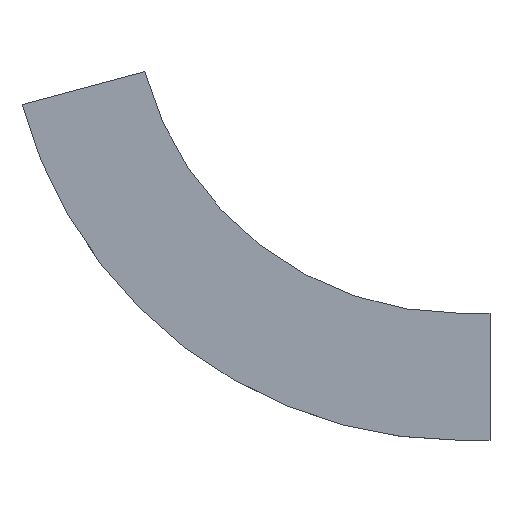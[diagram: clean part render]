
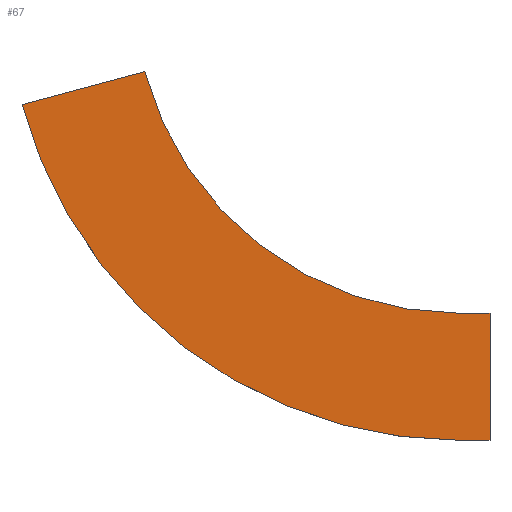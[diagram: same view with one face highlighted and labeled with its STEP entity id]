
A CAD part, top view. The second image highlights one B-rep face of the part: STEP entity #67.
In plain terms, the highlighted planar face has unit normal (0, 0, 1).
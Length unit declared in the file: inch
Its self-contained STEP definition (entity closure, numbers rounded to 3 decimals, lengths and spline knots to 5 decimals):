
#5 = DIRECTION ( 'NONE',  ( 0., 0., -1. ) ) ;
#13 = EDGE_LOOP ( 'NONE', ( #257, #230, #237, #140, #91, #112 ) ) ;
#21 = CARTESIAN_POINT ( 'NONE',  ( -3.1276, -1.75, 0.06 ) ) ;
#23 = CARTESIAN_POINT ( 'NONE',  ( -3.1276, -1.75, 0.06 ) ) ;
#27 = CARTESIAN_POINT ( 'NONE',  ( -3.2476, 0.03349, 0.06 ) ) ;
#28 = CIRCLE ( 'NONE', #216, 1.78349 ) ;
#47 = VECTOR ( 'NONE', #92, 39.37008 ) ;
#48 = DIRECTION ( 'NONE',  ( 1., 0., 0. ) ) ;
#55 = VERTEX_POINT ( 'NONE', #21 ) ;
#56 = VECTOR ( 'NONE', #90, 39.37008 ) ;
#58 = CARTESIAN_POINT ( 'NONE',  ( -3.2476, -1.25, 0.06 ) ) ;
#61 = VERTEX_POINT ( 'NONE', #170 ) ;
#63 = VECTOR ( 'NONE', #149, 39.37008 ) ;
#67 = ADVANCED_FACE ( 'NONE', ( #261 ), #139, .F. ) ;
#68 = LINE ( 'NONE', #123, #63 ) ;
#70 = CARTESIAN_POINT ( 'NONE',  ( -3.2476, -1.75, 0.06 ) ) ;
#71 = LINE ( 'NONE', #231, #47 ) ;
#80 = VERTEX_POINT ( 'NONE', #58 ) ;
#87 = AXIS2_PLACEMENT_3D ( 'NONE', #156, #215, #102 ) ;
#90 = DIRECTION ( 'NONE',  ( 0., 1., 0. ) ) ;
#91 = ORIENTED_EDGE ( 'NONE', *, *, #176, .T. ) ;
#92 = DIRECTION ( 'NONE',  ( -0.966, -0.259, 0. ) ) ;
#101 = VERTEX_POINT ( 'NONE', #213 ) ;
#102 = DIRECTION ( 'NONE',  ( -1., 0., 0. ) ) ;
#104 = DIRECTION ( 'NONE',  ( 1., 0., 0. ) ) ;
#105 = AXIS2_PLACEMENT_3D ( 'NONE', #243, #5, #227 ) ;
#108 = LINE ( 'NONE', #70, #158 ) ;
#112 = ORIENTED_EDGE ( 'NONE', *, *, #122, .T. ) ;
#122 = EDGE_CURVE ( 'NONE', #55, #162, #157, .T. ) ;
#123 = CARTESIAN_POINT ( 'NONE',  ( -3.1276, -1.25, 0.06 ) ) ;
#124 = EDGE_CURVE ( 'NONE', #101, #61, #28, .T. ) ;
#139 = PLANE ( 'NONE',  #87 ) ;
#140 = ORIENTED_EDGE ( 'NONE', *, *, #124, .T. ) ;
#141 = CARTESIAN_POINT ( 'NONE',  ( -4.48736, -0.2987, 0.06 ) ) ;
#149 = DIRECTION ( 'NONE',  ( -1., 0., 0. ) ) ;
#156 = CARTESIAN_POINT ( 'NONE',  ( -3.2476, 0.03349, 0.06 ) ) ;
#157 = LINE ( 'NONE', #23, #56 ) ;
#158 = VECTOR ( 'NONE', #48, 39.37008 ) ;
#161 = EDGE_CURVE ( 'NONE', #80, #166, #205, .T. ) ;
#162 = VERTEX_POINT ( 'NONE', #202 ) ;
#166 = VERTEX_POINT ( 'NONE', #141 ) ;
#170 = CARTESIAN_POINT ( 'NONE',  ( -3.2476, -1.75, 0.06 ) ) ;
#176 = EDGE_CURVE ( 'NONE', #61, #55, #108, .T. ) ;
#202 = CARTESIAN_POINT ( 'NONE',  ( -3.1276, -1.25, 0.06 ) ) ;
#205 = CIRCLE ( 'NONE', #105, 1.28349 ) ;
#208 = EDGE_CURVE ( 'NONE', #166, #101, #71, .T. ) ;
#213 = CARTESIAN_POINT ( 'NONE',  ( -4.97032, -0.42811, 0.06 ) ) ;
#214 = EDGE_CURVE ( 'NONE', #162, #80, #68, .T. ) ;
#215 = DIRECTION ( 'NONE',  ( 0., 0., -1. ) ) ;
#216 = AXIS2_PLACEMENT_3D ( 'NONE', #27, #242, #104 ) ;
#227 = DIRECTION ( 'NONE',  ( -1., 0., 0. ) ) ;
#230 = ORIENTED_EDGE ( 'NONE', *, *, #161, .T. ) ;
#231 = CARTESIAN_POINT ( 'NONE',  ( -4.48736, -0.2987, 0.06 ) ) ;
#237 = ORIENTED_EDGE ( 'NONE', *, *, #208, .T. ) ;
#242 = DIRECTION ( 'NONE',  ( 0., 0., 1. ) ) ;
#243 = CARTESIAN_POINT ( 'NONE',  ( -3.2476, 0.03349, 0.06 ) ) ;
#257 = ORIENTED_EDGE ( 'NONE', *, *, #214, .T. ) ;
#261 = FACE_OUTER_BOUND ( 'NONE', #13, .T. ) ;
